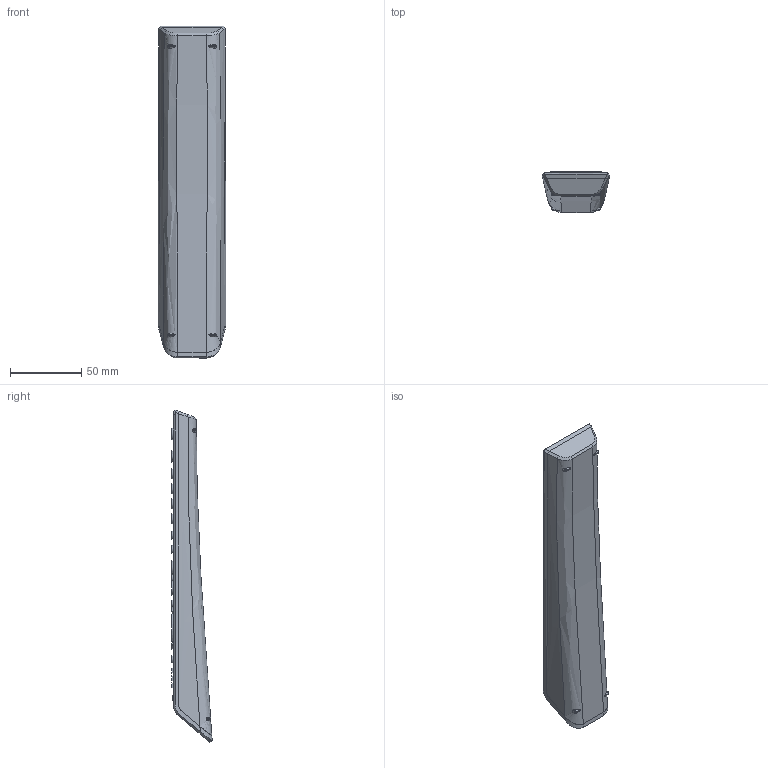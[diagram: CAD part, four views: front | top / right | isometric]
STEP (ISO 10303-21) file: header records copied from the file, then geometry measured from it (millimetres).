
FILE_DESCRIPTION((''),'2;1');
FILE_NAME('samsung1.stp','2011-05-12T12:08:07',('robert'),(''),'Autodesk Inventor 2011','Autodesk Inventor 2011','');
FILE_SCHEMA(('AUTOMOTIVE_DESIGN { 1 0 10303 214 1 1 1 1 }'));
Length unit declared in the file: millimetre
Products named in the file (3): samsung1; bottom; top1
Assembly tree (2 placements, depth 2):
  samsung1
    bottom
    top1
Bounding box: 47.4 x 28.38 x 232.74 mm (x, y, z)
Volume: 74854.4 mm3; surface area: 56923.2 mm2
Topology: 2 solids, 2 shells, 473 faces, 1193 edges, 778 vertices
Faces by surface type: plane 334, cylinder 71, bspline 55, sphere 8, cone 5
Full cylindrical faces by diameter (mm): 5 x7, 5.5 x8, 7 x12, 8 x2, 10 x4, 12 x1
Entity records: 15752 total; most frequent: CARTESIAN_POINT 4948, ORIENTED_EDGE 2302, DIRECTION 1875, EDGE_CURVE 1151, VECTOR 781, LINE 781, VERTEX_POINT 778, EDGE_LOOP 569
